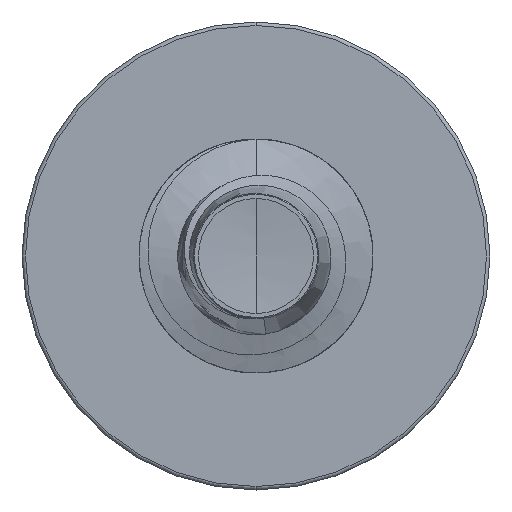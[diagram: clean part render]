
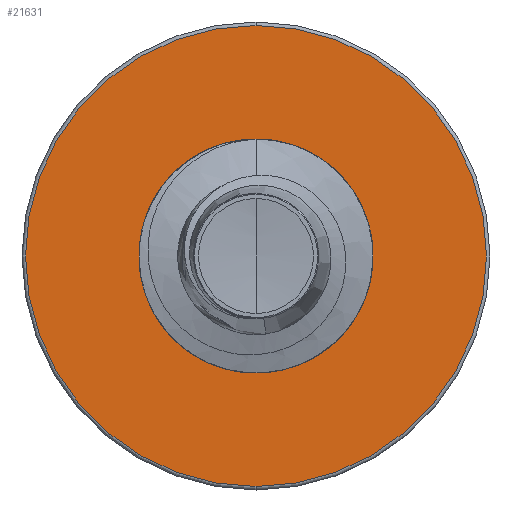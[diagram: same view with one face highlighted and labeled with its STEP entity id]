
A CAD part, front view. The second image highlights one B-rep face of the part: STEP entity #21631.
In plain terms, the highlighted planar face has unit normal (0, -1, 0).
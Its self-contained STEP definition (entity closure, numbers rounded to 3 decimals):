
#398 = CARTESIAN_POINT ( 'NONE',  ( 0., 35., 2.842 ) ) ;
#1823 = VERTEX_POINT ( 'NONE', #398 ) ;
#2934 = DIRECTION ( 'NONE',  ( 0., 0., 1. ) ) ;
#2939 = DIRECTION ( 'NONE',  ( 0., 1., 0. ) ) ;
#2980 = CARTESIAN_POINT ( 'NONE',  ( 0., 35., 0. ) ) ;
#3924 = AXIS2_PLACEMENT_3D ( 'NONE', #26480, #14552, #28084 ) ;
#4026 = FACE_BOUND ( 'NONE', #27098, .T. ) ;
#4482 = CIRCLE ( 'NONE', #3924, 2.842 ) ;
#6648 = AXIS2_PLACEMENT_3D ( 'NONE', #12727, #12685, #12676 ) ;
#6706 = EDGE_LOOP ( 'NONE', ( #13020, #19240 ) ) ;
#7452 = AXIS2_PLACEMENT_3D ( 'NONE', #21448, #21425, #21397 ) ;
#7493 = VERTEX_POINT ( 'NONE', #14673 ) ;
#8690 = AXIS2_PLACEMENT_3D ( 'NONE', #2980, #2939, #2934 ) ;
#9058 = CIRCLE ( 'NONE', #7452, 2.842 ) ;
#11613 = FACE_OUTER_BOUND ( 'NONE', #6706, .T. ) ;
#11631 = PLANE ( 'NONE',  #23593 ) ;
#12469 = CARTESIAN_POINT ( 'NONE',  ( 0., 35., 5.91 ) ) ;
#12676 = DIRECTION ( 'NONE',  ( 0., 0., 1. ) ) ;
#12685 = DIRECTION ( 'NONE',  ( 0., 1., 0. ) ) ;
#12727 = CARTESIAN_POINT ( 'NONE',  ( 0., 35., 0. ) ) ;
#13020 = ORIENTED_EDGE ( 'NONE', *, *, #20393, .F. ) ;
#14209 = DIRECTION ( 'NONE',  ( 0., 0., 1. ) ) ;
#14552 = DIRECTION ( 'NONE',  ( 0., 1., 0. ) ) ;
#14673 = CARTESIAN_POINT ( 'NONE',  ( 0., 35., -2.842 ) ) ;
#16415 = CARTESIAN_POINT ( 'NONE',  ( 0., 35., -2.842 ) ) ;
#18832 = EDGE_CURVE ( 'NONE', #24671, #22881, #19472, .T. ) ;
#19240 = ORIENTED_EDGE ( 'NONE', *, *, #18832, .F. ) ;
#19472 = CIRCLE ( 'NONE', #8690, 5.91 ) ;
#19591 = ORIENTED_EDGE ( 'NONE', *, *, #22687, .T. ) ;
#19604 = EDGE_CURVE ( 'NONE', #1823, #7493, #9058, .T. ) ;
#20393 = EDGE_CURVE ( 'NONE', #22881, #24671, #22555, .T. ) ;
#21397 = DIRECTION ( 'NONE',  ( 0., 0., 1. ) ) ;
#21425 = DIRECTION ( 'NONE',  ( 0., 1., 0. ) ) ;
#21448 = CARTESIAN_POINT ( 'NONE',  ( 0., 35., 0. ) ) ;
#21631 = ADVANCED_FACE ( 'NONE', ( #11613, #4026 ), #11631, .F. ) ;
#22555 = CIRCLE ( 'NONE', #6648, 5.91 ) ;
#22687 = EDGE_CURVE ( 'NONE', #7493, #1823, #4482, .T. ) ;
#22881 = VERTEX_POINT ( 'NONE', #12469 ) ;
#23026 = CARTESIAN_POINT ( 'NONE',  ( 0., 35., -5.91 ) ) ;
#23593 = AXIS2_PLACEMENT_3D ( 'NONE', #16415, #26252, #14209 ) ;
#24399 = ORIENTED_EDGE ( 'NONE', *, *, #19604, .T. ) ;
#24671 = VERTEX_POINT ( 'NONE', #23026 ) ;
#26252 = DIRECTION ( 'NONE',  ( 0., 1., 0. ) ) ;
#26480 = CARTESIAN_POINT ( 'NONE',  ( 0., 35., 0. ) ) ;
#27098 = EDGE_LOOP ( 'NONE', ( #24399, #19591 ) ) ;
#28084 = DIRECTION ( 'NONE',  ( 0., 0., 1. ) ) ;
